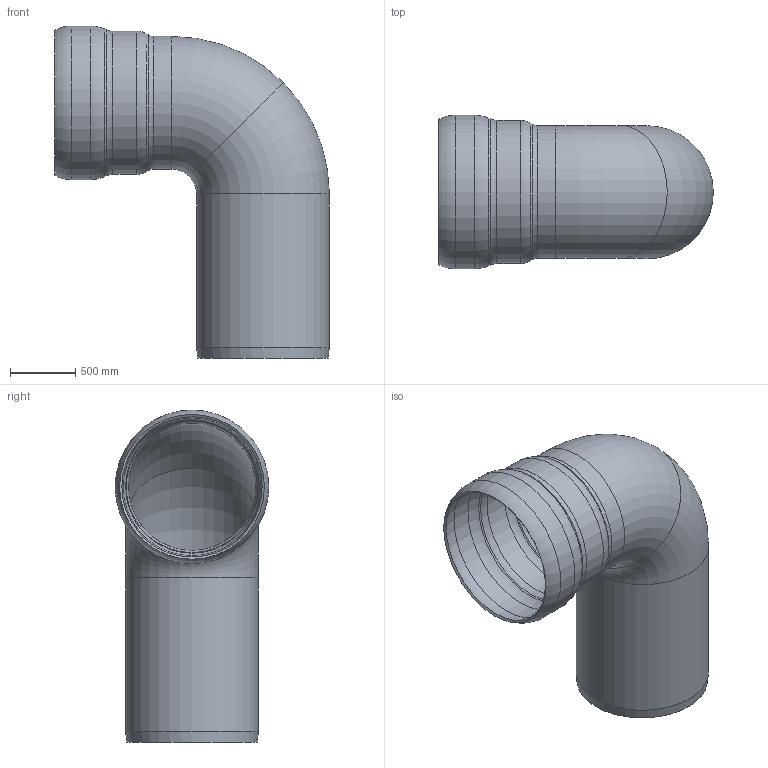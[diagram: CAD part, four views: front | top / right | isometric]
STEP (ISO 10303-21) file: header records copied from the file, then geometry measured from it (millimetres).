
FILE_DESCRIPTION(/* description */ (''),/* implementation_level */ '2;1');
FILE_NAME(/* name */ '70500.100X_3D.stp',/* time_stamp */ '2025-03-13T10:11:36+01:00',/* author */ ('N.Hausmann'),/* organization */ (''),/* preprocessor_version */ 'ST-DEVELOPER v20',/* originating_system */ 'AutoCAD Mechanical',/* authorisation */ '');
FILE_SCHEMA (('AUTOMOTIVE_DESIGN { 1 0 10303 214 3 1 1 }'));
Length unit declared in the file: centimetre
Products named in the file (2): Product; *S1
Assembly tree (1 placements, depth 2):
  Product
    *S1
Bounding box: 2110 x 1180 x 2550 mm (x, y, z)
Volume: 210940967.2 mm3; surface area: 21476789.5 mm2
Topology: 3 solids, 3 shells, 35 faces, 86 edges, 56 vertices
Faces by surface type: torus 14, cone 8, cylinder 8, plane 5
Full cylindrical faces by diameter (mm): 980 x2, 1020 x2, 1060 x1, 1100 x1, 1140 x1, 1180 x1
Entity records: 1131 total; most frequent: DIRECTION 232, CARTESIAN_POINT 180, ORIENTED_EDGE 172, AXIS2_PLACEMENT_3D 108, EDGE_CURVE 86, CIRCLE 70, VERTEX_POINT 56, EDGE_LOOP 40
